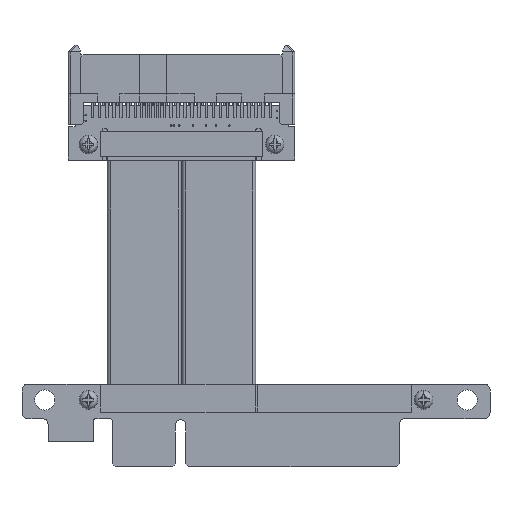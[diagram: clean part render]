
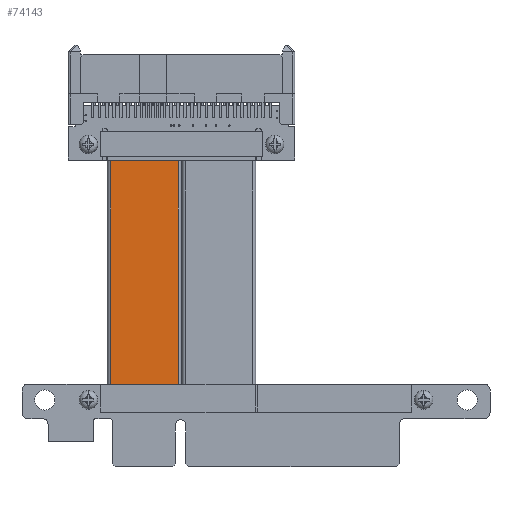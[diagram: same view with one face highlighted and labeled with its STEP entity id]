
A CAD part, top view. The second image highlights one B-rep face of the part: STEP entity #74143.
In plain terms, the highlighted face is planar.
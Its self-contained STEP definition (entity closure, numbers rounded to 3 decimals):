
#74106 = VERTEX_POINT('',#74107);
#74107 = CARTESIAN_POINT('',(12.065,-1.4,-43.));
#74125 = VERTEX_POINT('',#74126);
#74126 = CARTESIAN_POINT('',(12.065,-1.4,0.));
#74133 = EDGE_CURVE('',#74106,#74125,#74134,.T.);
#74134 = LINE('',#74135,#74136);
#74135 = CARTESIAN_POINT('',(12.065,-1.4,-43.));
#74136 = VECTOR('',#74137,1.);
#74137 = DIRECTION('',(0.,0.,1.));
#74143 = ADVANCED_FACE('',(#74144),#74169,.T.);
#74144 = FACE_BOUND('',#74145,.T.);
#74145 = EDGE_LOOP('',(#74146,#74154,#74162,#74168));
#74146 = ORIENTED_EDGE('',*,*,#74147,.F.);
#74147 = EDGE_CURVE('',#74148,#74125,#74150,.T.);
#74148 = VERTEX_POINT('',#74149);
#74149 = CARTESIAN_POINT('',(0.,-1.4,
    0.));
#74150 = LINE('',#74151,#74152);
#74151 = CARTESIAN_POINT('',(6.032,-1.4,0.));
#74152 = VECTOR('',#74153,1.);
#74153 = DIRECTION('',(1.,0.,0.));
#74154 = ORIENTED_EDGE('',*,*,#74155,.F.);
#74155 = EDGE_CURVE('',#74156,#74148,#74158,.T.);
#74156 = VERTEX_POINT('',#74157);
#74157 = CARTESIAN_POINT('',(0.,-1.4,-43.)
  );
#74158 = LINE('',#74159,#74160);
#74159 = CARTESIAN_POINT('',(0.,-1.4,-43.)
  );
#74160 = VECTOR('',#74161,1.);
#74161 = DIRECTION('',(0.,0.,1.));
#74162 = ORIENTED_EDGE('',*,*,#74163,.T.);
#74163 = EDGE_CURVE('',#74156,#74106,#74164,.T.);
#74164 = LINE('',#74165,#74166);
#74165 = CARTESIAN_POINT('',(12.065,-1.4,-43.));
#74166 = VECTOR('',#74167,1.);
#74167 = DIRECTION('',(1.,0.,0.));
#74168 = ORIENTED_EDGE('',*,*,#74133,.T.);
#74169 = PLANE('',#74170);
#74170 = AXIS2_PLACEMENT_3D('',#74171,#74172,#74173);
#74171 = CARTESIAN_POINT('',(6.032,-1.4,-43.));
#74172 = DIRECTION('',(0.,-1.,0.));
#74173 = DIRECTION('',(0.,0.,-1.));
